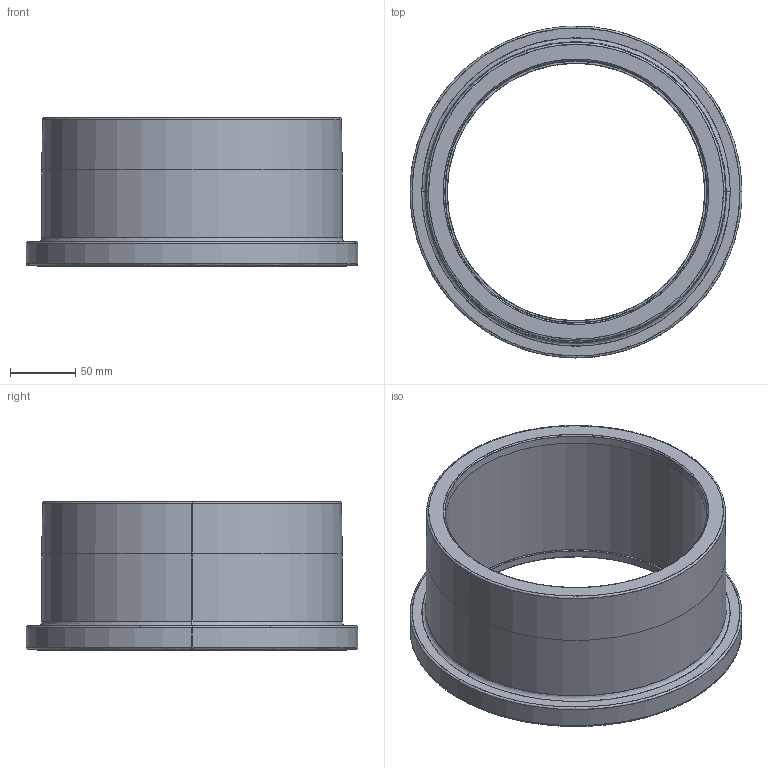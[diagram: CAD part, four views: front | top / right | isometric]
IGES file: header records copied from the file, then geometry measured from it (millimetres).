
Start section: SolidWorks IGES file using analytic representation for surfaces
Global section: file name: 01 05 1152 200.IGS; native system: SolidWorks 2014; preprocessor: SolidWorks 2014; author: utilizadort; date: 141111.074249; units: millimetre
Bounding box: 254 x 254 x 113.75 mm (x, y, z)
Surface area: 192099 mm2 (no closed solid volume)
Topology: 0 solids, 0 shells, 34 faces, 880 edges, 880 vertices
Faces by surface type: bspline 22, revolution 12
